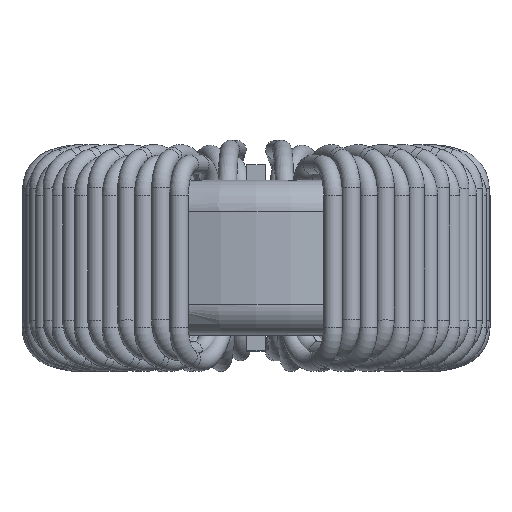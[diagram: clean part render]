
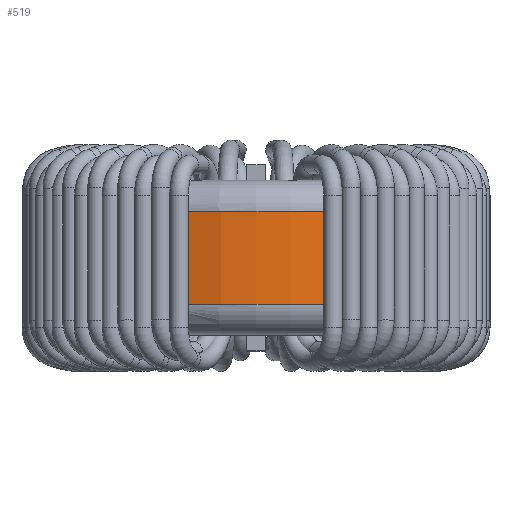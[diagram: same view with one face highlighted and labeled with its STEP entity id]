
A CAD part, top view. The second image highlights one B-rep face of the part: STEP entity #519.
In plain terms, the highlighted cylindrical face has radius 7 mm (diameter 14 mm), a partial arc.
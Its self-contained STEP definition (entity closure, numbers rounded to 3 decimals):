
#519=ADVANCED_FACE('',(#6241),#6243,.T.);
#6241=FACE_BOUND('',#6242,.T.);
#6242=EDGE_LOOP('',(#12812,#12813,#12814,#12815));
#6243=CYLINDRICAL_SURFACE('',#6244,7.);
#6244=AXIS2_PLACEMENT_3D('',#6245,#6246,#6247);
#6245=CARTESIAN_POINT('',(0.,-2.5,8.));
#6246=DIRECTION('',(0.,1.,0.));
#6247=DIRECTION('',(0.,0.,-1.));
#12812=ORIENTED_EDGE('',*,*,#15640,.F.);
#12813=ORIENTED_EDGE('',*,*,#15405,.F.);
#12814=ORIENTED_EDGE('',*,*,#15641,.F.);
#12815=ORIENTED_EDGE('',*,*,#15469,.T.);
#15405=EDGE_CURVE('',#17671,#17673,#17674,.T.);
#15469=EDGE_CURVE('',#17801,#17799,#17802,.T.);
#15640=EDGE_CURVE('',#17673,#17799,#18080,.F.);
#15641=EDGE_CURVE('',#17801,#17671,#18081,.T.);
#17671=VERTEX_POINT('',#26215);
#17673=VERTEX_POINT('',#26244);
#17674=CIRCLE('',#26245,7.);
#17799=VERTEX_POINT('',#27714);
#17801=VERTEX_POINT('',#27741);
#17802=CIRCLE('',#27742,7.);
#18080=LINE('',#30671,#30672);
#18081=LINE('',#30674,#30675);
#26215=CARTESIAN_POINT('',(-2.24,1.5,14.632));
#26244=CARTESIAN_POINT('',(2.24,1.5,14.632));
#26245=AXIS2_PLACEMENT_3D('',#26246,#26247,#26248);
#26246=CARTESIAN_POINT('',(0.,1.5,8.));
#26247=DIRECTION('',(0.,1.,0.));
#26248=DIRECTION('',(-0.32,0.,0.947));
#27714=CARTESIAN_POINT('',(2.24,-1.5,14.632));
#27741=CARTESIAN_POINT('',(-2.24,-1.5,14.632));
#27742=AXIS2_PLACEMENT_3D('',#27743,#27744,#27745);
#27743=CARTESIAN_POINT('',(0.,-1.5,8.));
#27744=DIRECTION('',(0.,1.,0.));
#27745=DIRECTION('',(-0.32,0.,0.947));
#30671=CARTESIAN_POINT('',(2.24,-1.5,14.632));
#30672=VECTOR('',#30673,1.);
#30673=DIRECTION('',(0.,1.,0.));
#30674=CARTESIAN_POINT('',(-2.24,-1.5,14.632));
#30675=VECTOR('',#30676,1.);
#30676=DIRECTION('',(0.,1.,0.));
